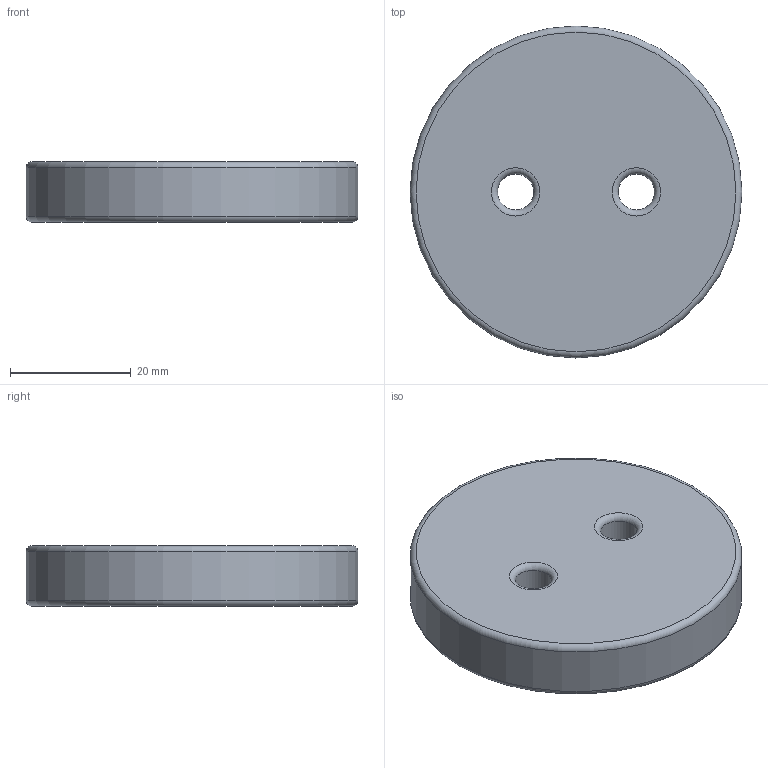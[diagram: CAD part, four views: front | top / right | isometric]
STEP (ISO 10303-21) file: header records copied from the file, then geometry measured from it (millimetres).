
FILE_DESCRIPTION(/* description */ ('STEP AP214'),/* implementation_level */ '2;1');
FILE_NAME(/* name */ '61fa9e7ede1f9b6a4c35e625',/* time_stamp */ '2022-02-02T15:08:47+00:00',/* author */ (''),/* organization */ (''),/* preprocessor_version */ 'ST-DEVELOPER v18.101',/* originating_system */ ' ',/* authorisation */ ' ');
FILE_SCHEMA (('AUTOMOTIVE_DESIGN {1 0 10303 214 3 1 1}'));
Length unit declared in the file: metre
Products named in the file (1): Plateau complémentaire du mât
Bounding box: 55 x 55 x 10 mm (x, y, z)
Volume: 23101.9 mm3; surface area: 6563.6 mm2
Topology: 1 solids, 1 shells, 11 faces, 21 edges, 12 vertices
Faces by surface type: torus 6, cylinder 3, plane 2
Full cylindrical faces by diameter (mm): 6 x2, 55 x1
Entity records: 272 total; most frequent: DIRECTION 48, CARTESIAN_POINT 36, ORIENTED_EDGE 24, EDGE_LOOP 24, FACE_BOUND 24, AXIS2_PLACEMENT_3D 24, EDGE_CURVE 12, VERTEX_POINT 12
